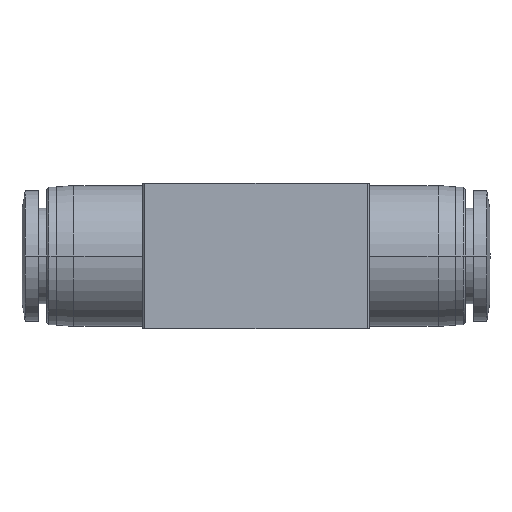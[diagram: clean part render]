
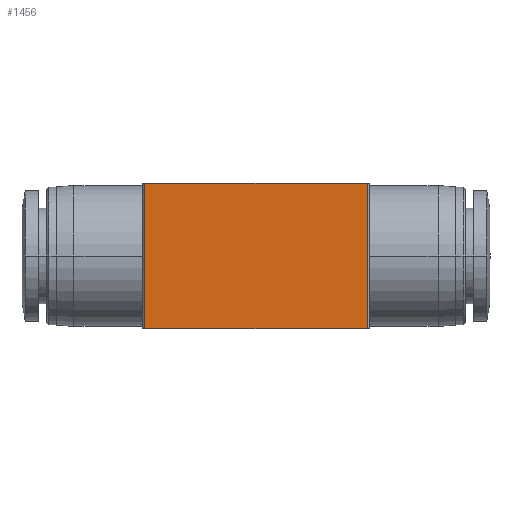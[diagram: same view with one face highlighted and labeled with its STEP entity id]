
A CAD part, front view. The second image highlights one B-rep face of the part: STEP entity #1456.
In plain terms, the highlighted planar face has unit normal (0, -1, 0).
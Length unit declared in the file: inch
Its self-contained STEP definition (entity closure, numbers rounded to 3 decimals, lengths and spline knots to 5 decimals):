
#544 = DIRECTION ( 'NONE',  ( 1., 0., 0. ) ) ;
#707 = VECTOR ( 'NONE', #15028, 39.37008 ) ;
#721 = ORIENTED_EDGE ( 'NONE', *, *, #2527, .T. ) ;
#745 = ORIENTED_EDGE ( 'NONE', *, *, #8826, .F. ) ;
#1456 = ADVANCED_FACE ( 'NONE', ( #2587 ), #5811, .T. ) ;
#1592 = LINE ( 'NONE', #6399, #4715 ) ;
#2010 = VERTEX_POINT ( 'NONE', #12022 ) ;
#2527 = EDGE_CURVE ( 'NONE', #2859, #2010, #4202, .T. ) ;
#2587 = FACE_OUTER_BOUND ( 'NONE', #5404, .T. ) ;
#2859 = VERTEX_POINT ( 'NONE', #7411 ) ;
#3052 = VECTOR ( 'NONE', #3846, 39.37008 ) ;
#3489 = CARTESIAN_POINT ( 'NONE',  ( -0.63583, 0., 0. ) ) ;
#3687 = EDGE_CURVE ( 'NONE', #2010, #5230, #1592, .T. ) ;
#3846 = DIRECTION ( 'NONE',  ( 1., 0., 0. ) ) ;
#4202 = LINE ( 'NONE', #13884, #707 ) ;
#4314 = CARTESIAN_POINT ( 'NONE',  ( 0.6378, 0., 0. ) ) ;
#4680 = DIRECTION ( 'NONE',  ( 1., 0., 0. ) ) ;
#4715 = VECTOR ( 'NONE', #544, 39.37008 ) ;
#5230 = VERTEX_POINT ( 'NONE', #5615 ) ;
#5404 = EDGE_LOOP ( 'NONE', ( #12701, #14306, #745, #721 ) ) ;
#5615 = CARTESIAN_POINT ( 'NONE',  ( 0.6378, 0., -0.41732 ) ) ;
#5795 = VECTOR ( 'NONE', #12362, 39.37008 ) ;
#5811 = PLANE ( 'NONE',  #10685 ) ;
#6267 = EDGE_CURVE ( 'NONE', #7442, #5230, #8908, .T. ) ;
#6399 = CARTESIAN_POINT ( 'NONE',  ( 0., 0., -0.41732 ) ) ;
#7411 = CARTESIAN_POINT ( 'NONE',  ( -0.6378, 0., 0.41732 ) ) ;
#7442 = VERTEX_POINT ( 'NONE', #11472 ) ;
#8826 = EDGE_CURVE ( 'NONE', #2859, #7442, #11920, .T. ) ;
#8908 = LINE ( 'NONE', #4314, #5795 ) ;
#10685 = AXIS2_PLACEMENT_3D ( 'NONE', #3489, #11597, #4680 ) ;
#10814 = CARTESIAN_POINT ( 'NONE',  ( 0., 0., 0.41732 ) ) ;
#11472 = CARTESIAN_POINT ( 'NONE',  ( 0.6378, 0., 0.41732 ) ) ;
#11597 = DIRECTION ( 'NONE',  ( 0., -1., 0. ) ) ;
#11920 = LINE ( 'NONE', #10814, #3052 ) ;
#12022 = CARTESIAN_POINT ( 'NONE',  ( -0.6378, 0., -0.41732 ) ) ;
#12362 = DIRECTION ( 'NONE',  ( 0., 0., -1. ) ) ;
#12701 = ORIENTED_EDGE ( 'NONE', *, *, #3687, .T. ) ;
#13884 = CARTESIAN_POINT ( 'NONE',  ( -0.6378, 0., 0. ) ) ;
#14306 = ORIENTED_EDGE ( 'NONE', *, *, #6267, .F. ) ;
#15028 = DIRECTION ( 'NONE',  ( 0., 0., -1. ) ) ;
